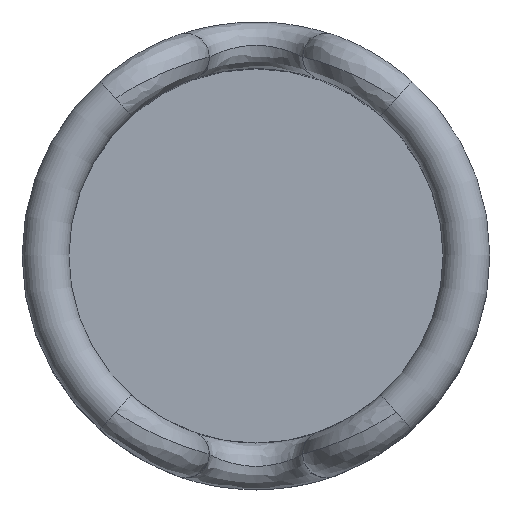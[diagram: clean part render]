
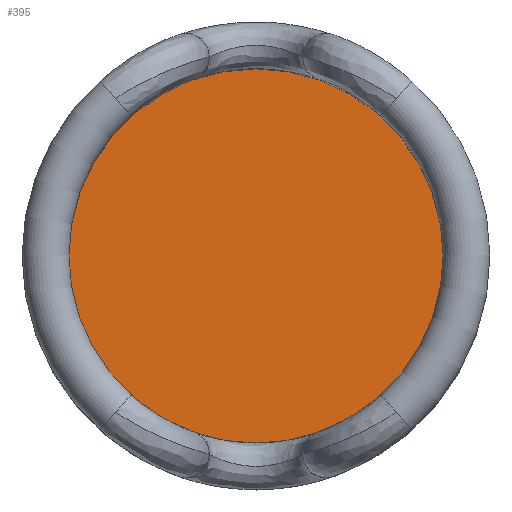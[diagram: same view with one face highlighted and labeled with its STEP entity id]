
A CAD part, top view. The second image highlights one B-rep face of the part: STEP entity #395.
In plain terms, the highlighted planar face has unit normal (0, 0, 1).
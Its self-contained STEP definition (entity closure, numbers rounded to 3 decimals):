
#71=PLANE('',#442);
#103=ORIENTED_EDGE('',*,*,#218,.F.);
#218=EDGE_CURVE('',#277,#277,#298,.T.);
#277=VERTEX_POINT('',#695);
#298=CIRCLE('',#441,4.);
#332=EDGE_LOOP('',(#103));
#362=FACE_BOUND('',#332,.T.);
#395=ADVANCED_FACE('',(#362),#71,.F.);
#441=AXIS2_PLACEMENT_3D('',#694,#510,#511);
#442=AXIS2_PLACEMENT_3D('',#696,#512,#513);
#510=DIRECTION('',(0.,0.,-1.));
#511=DIRECTION('',(1.,0.,0.));
#512=DIRECTION('',(0.,0.,-1.));
#513=DIRECTION('',(-1.,0.,0.));
#694=CARTESIAN_POINT('',(0.,0.,12.));
#695=CARTESIAN_POINT('',(4.,0.,12.));
#696=CARTESIAN_POINT('',(0.,0.,12.));
